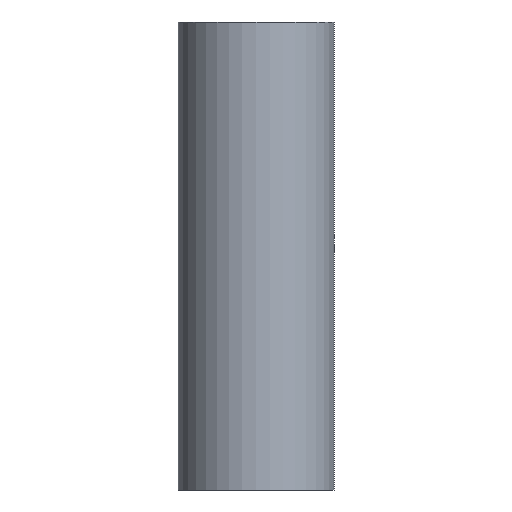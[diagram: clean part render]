
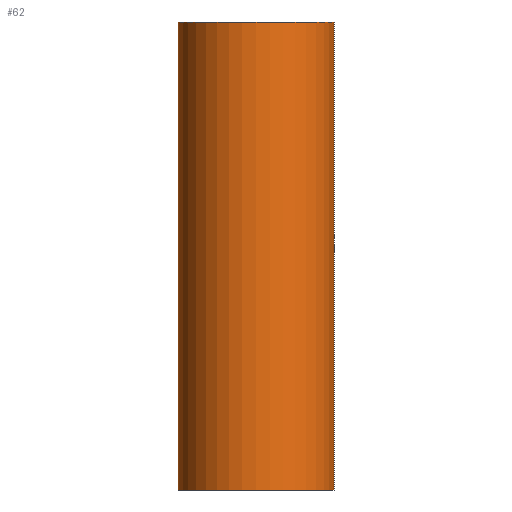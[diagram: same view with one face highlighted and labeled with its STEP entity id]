
A CAD part, front view. The second image highlights one B-rep face of the part: STEP entity #62.
In plain terms, the highlighted cylindrical face has radius 76.2 mm (diameter 152.4 mm), a full revolution.
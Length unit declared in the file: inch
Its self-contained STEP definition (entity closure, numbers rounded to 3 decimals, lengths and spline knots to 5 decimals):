
#20=FACE_OUTER_BOUND('',#24,.T.);
#24=EDGE_LOOP('',(#51,#52,#53,#54));
#30=LINE('',#126,#32);
#32=VECTOR('',#108,3.);
#35=CIRCLE('',#91,3.);
#36=CIRCLE('',#92,3.);
#39=VERTEX_POINT('',#123);
#40=VERTEX_POINT('',#125);
#44=EDGE_CURVE('',#39,#39,#35,.T.);
#45=EDGE_CURVE('',#39,#40,#30,.T.);
#46=EDGE_CURVE('',#40,#40,#36,.T.);
#51=ORIENTED_EDGE('',*,*,#44,.F.);
#52=ORIENTED_EDGE('',*,*,#45,.T.);
#53=ORIENTED_EDGE('',*,*,#46,.T.);
#54=ORIENTED_EDGE('',*,*,#45,.F.);
#60=CYLINDRICAL_SURFACE('',#90,3.);
#62=ADVANCED_FACE('',(#20),#60,.T.);
#90=AXIS2_PLACEMENT_3D('',#122,#104,#105);
#91=AXIS2_PLACEMENT_3D('',#124,#106,#107);
#92=AXIS2_PLACEMENT_3D('',#127,#109,#110);
#104=DIRECTION('center_axis',(0.,0.,1.));
#105=DIRECTION('ref_axis',(1.,0.,0.));
#106=DIRECTION('center_axis',(0.,0.,1.));
#107=DIRECTION('ref_axis',(1.,0.,0.));
#108=DIRECTION('',(0.,0.,-1.));
#109=DIRECTION('center_axis',(0.,0.,1.));
#110=DIRECTION('ref_axis',(1.,0.,0.));
#122=CARTESIAN_POINT('Origin',(0.,0.,0.));
#123=CARTESIAN_POINT('',(-3.,0.,18.));
#124=CARTESIAN_POINT('Origin',(0.,0.,18.));
#125=CARTESIAN_POINT('',(-3.,0.,0.));
#126=CARTESIAN_POINT('',(-3.,0.,0.));
#127=CARTESIAN_POINT('Origin',(0.,0.,0.));
